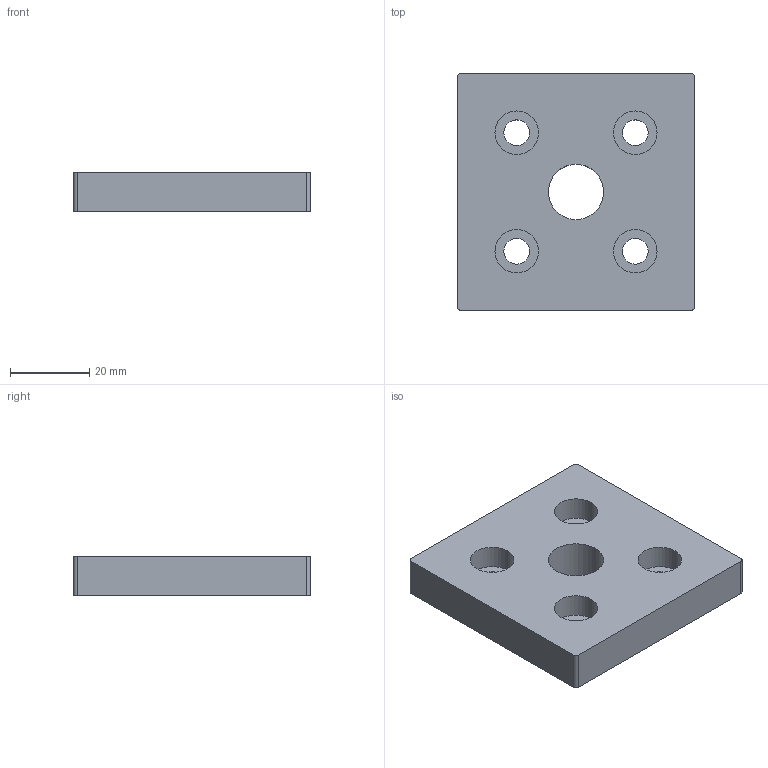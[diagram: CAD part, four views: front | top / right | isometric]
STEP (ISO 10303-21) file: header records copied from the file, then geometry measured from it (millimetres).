
FILE_DESCRIPTION (( 'STEP AP203' ), '1' );
FILE_NAME ('084.405.014.STEP', '2013-01-28T08:22:04', ( 'Alusic' ), ( 'Alusic' ), 'SwSTEP 2.0', 'SolidWorks 2011', '' );
FILE_SCHEMA (( 'CONFIG_CONTROL_DESIGN' ));
Length unit declared in the file: millimetre
Products named in the file (1): 084.405.014
Bounding box: 60 x 60 x 10 mm (x, y, z)
Volume: 31640.3 mm3; surface area: 10603.7 mm2
Topology: 1 solids, 1 shells, 32 faces, 78 edges, 52 vertices
Faces by surface type: cylinder 22, plane 10
Entity records: 1063 total; most frequent: DIRECTION 188, CARTESIAN_POINT 163, ORIENTED_EDGE 156, EDGE_CURVE 78, AXIS2_PLACEMENT_3D 77, VERTEX_POINT 52, EDGE_LOOP 46, CIRCLE 44
